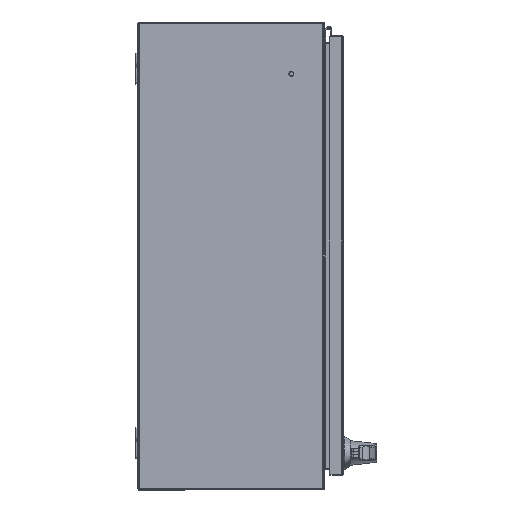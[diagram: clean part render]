
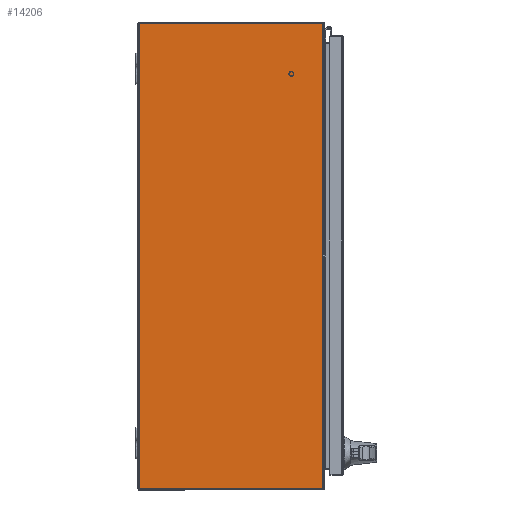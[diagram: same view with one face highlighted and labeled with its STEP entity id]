
A CAD part, front view. The second image highlights one B-rep face of the part: STEP entity #14206.
In plain terms, the highlighted face is planar.
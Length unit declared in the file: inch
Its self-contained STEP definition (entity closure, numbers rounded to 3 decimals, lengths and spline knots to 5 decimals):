
#1394 = EDGE_CURVE ( 'NONE', #63243, #92410, #65310, .T. ) ;
#2017 = EDGE_LOOP ( 'NONE', ( #73503, #62308, #76094, #26448 ) ) ;
#2693 = CARTESIAN_POINT ( 'NONE',  ( -14.928, -11.892, -18. ) ) ;
#4149 = AXIS2_PLACEMENT_3D ( 'NONE', #19715, #106280, #37036 ) ;
#4598 = VECTOR ( 'NONE', #47860, 39.37008 ) ;
#4719 = CARTESIAN_POINT ( 'NONE',  ( 14.928, -0.108, -18. ) ) ;
#4779 = VERTEX_POINT ( 'NONE', #2693 ) ;
#8682 = EDGE_CURVE ( 'NONE', #4779, #110744, #16481, .T. ) ;
#14206 = ADVANCED_FACE ( 'NONE', ( #89186 ), #61984, .F. ) ;
#16481 = LINE ( 'NONE', #36625, #77148 ) ;
#18542 = LINE ( 'NONE', #89764, #92667 ) ;
#19715 = CARTESIAN_POINT ( 'NONE',  ( 14.928, -12., -18. ) ) ;
#21158 = CARTESIAN_POINT ( 'NONE',  ( 14.928, -0.108, -18. ) ) ;
#22436 = CARTESIAN_POINT ( 'NONE',  ( -14.928, -0.108, -18. ) ) ;
#26448 = ORIENTED_EDGE ( 'NONE', *, *, #72766, .T. ) ;
#29524 = CARTESIAN_POINT ( 'NONE',  ( 14.928, -11.892, -18. ) ) ;
#36625 = CARTESIAN_POINT ( 'NONE',  ( 14.928, -11.892, -18. ) ) ;
#37036 = DIRECTION ( 'NONE',  ( 0., -1., 0. ) ) ;
#41383 = CARTESIAN_POINT ( 'NONE',  ( 14.928, -0.072, -18. ) ) ;
#47860 = DIRECTION ( 'NONE',  ( -1., 0., 0. ) ) ;
#49501 = VECTOR ( 'NONE', #100510, 39.37008 ) ;
#53658 = DIRECTION ( 'NONE',  ( 0., 1., 0. ) ) ;
#61984 = PLANE ( 'NONE',  #4149 ) ;
#62308 = ORIENTED_EDGE ( 'NONE', *, *, #77659, .T. ) ;
#63243 = VERTEX_POINT ( 'NONE', #4719 ) ;
#65310 = LINE ( 'NONE', #21158, #4598 ) ;
#72766 = EDGE_CURVE ( 'NONE', #4779, #92410, #18542, .T. ) ;
#73503 = ORIENTED_EDGE ( 'NONE', *, *, #1394, .F. ) ;
#76094 = ORIENTED_EDGE ( 'NONE', *, *, #8682, .F. ) ;
#77148 = VECTOR ( 'NONE', #105126, 39.37008 ) ;
#77659 = EDGE_CURVE ( 'NONE', #63243, #110744, #95317, .T. ) ;
#89186 = FACE_OUTER_BOUND ( 'NONE', #2017, .T. ) ;
#89764 = CARTESIAN_POINT ( 'NONE',  ( -14.928, 0., -18. ) ) ;
#92410 = VERTEX_POINT ( 'NONE', #22436 ) ;
#92667 = VECTOR ( 'NONE', #53658, 39.37008 ) ;
#95317 = LINE ( 'NONE', #41383, #49501 ) ;
#100510 = DIRECTION ( 'NONE',  ( 0., -1., 0. ) ) ;
#105126 = DIRECTION ( 'NONE',  ( 1., 0., 0. ) ) ;
#106280 = DIRECTION ( 'NONE',  ( 0., 0., 1. ) ) ;
#110744 = VERTEX_POINT ( 'NONE', #29524 ) ;
